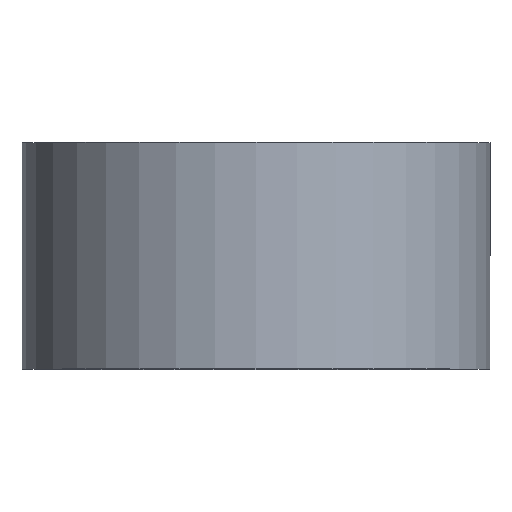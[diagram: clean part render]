
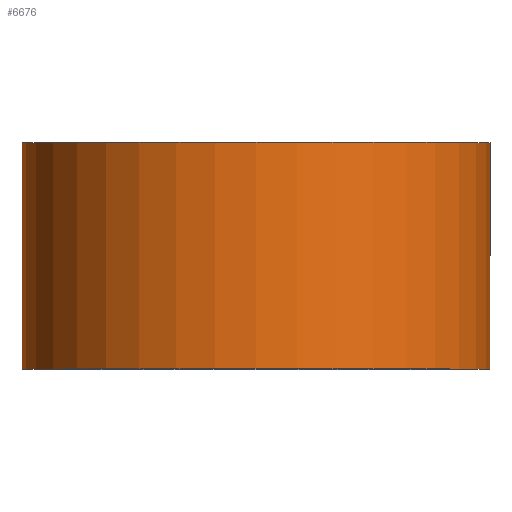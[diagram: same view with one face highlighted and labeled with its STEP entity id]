
A CAD part, top view. The second image highlights one B-rep face of the part: STEP entity #6676.
In plain terms, the highlighted cylindrical face has radius 31 mm (diameter 62 mm), a partial arc.
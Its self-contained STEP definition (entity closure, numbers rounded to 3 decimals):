
#42 = DIRECTION ( 'NONE',  ( 0., 1., 0. ) ) ;
#525 = EDGE_LOOP ( 'NONE', ( #5479, #12259, #15066, #8209 ) ) ;
#674 = CARTESIAN_POINT ( 'NONE',  ( -31., 30., 0. ) ) ;
#781 = VERTEX_POINT ( 'NONE', #1413 ) ;
#974 = VERTEX_POINT ( 'NONE', #15184 ) ;
#1413 = CARTESIAN_POINT ( 'NONE',  ( -31., 0., 0. ) ) ;
#1489 = CARTESIAN_POINT ( 'NONE',  ( 0., 0., 0. ) ) ;
#1800 = CARTESIAN_POINT ( 'NONE',  ( 31., 0., 0. ) ) ;
#2390 = LINE ( 'NONE', #4614, #4780 ) ;
#3027 = CIRCLE ( 'NONE', #8698, 31. ) ;
#4614 = CARTESIAN_POINT ( 'NONE',  ( 31., 30., 0. ) ) ;
#4780 = VECTOR ( 'NONE', #7056, 1000. ) ;
#4789 = DIRECTION ( 'NONE',  ( -1., 0., 0. ) ) ;
#4843 = CYLINDRICAL_SURFACE ( 'NONE', #9192, 31. ) ;
#4964 = DIRECTION ( 'NONE',  ( -1., 0., 0. ) ) ;
#5037 = EDGE_CURVE ( 'NONE', #9983, #974, #11760, .T. ) ;
#5205 = EDGE_CURVE ( 'NONE', #781, #15238, #3027, .T. ) ;
#5479 = ORIENTED_EDGE ( 'NONE', *, *, #5205, .T. ) ;
#6676 = ADVANCED_FACE ( 'NONE', ( #11737 ), #4843, .T. ) ;
#7056 = DIRECTION ( 'NONE',  ( 0., 1., 0. ) ) ;
#7240 = DIRECTION ( 'NONE',  ( 0., 1., 0. ) ) ;
#7933 = LINE ( 'NONE', #15378, #8521 ) ;
#8145 = CARTESIAN_POINT ( 'NONE',  ( 0., 30., 0. ) ) ;
#8209 = ORIENTED_EDGE ( 'NONE', *, *, #12423, .F. ) ;
#8521 = VECTOR ( 'NONE', #42, 1000. ) ;
#8698 = AXIS2_PLACEMENT_3D ( 'NONE', #1489, #14548, #4964 ) ;
#9192 = AXIS2_PLACEMENT_3D ( 'NONE', #8145, #12889, #12746 ) ;
#9983 = VERTEX_POINT ( 'NONE', #674 ) ;
#10813 = CARTESIAN_POINT ( 'NONE',  ( 0., 30., 0. ) ) ;
#11737 = FACE_OUTER_BOUND ( 'NONE', #525, .T. ) ;
#11760 = CIRCLE ( 'NONE', #14872, 31. ) ;
#12259 = ORIENTED_EDGE ( 'NONE', *, *, #12461, .T. ) ;
#12423 = EDGE_CURVE ( 'NONE', #781, #9983, #7933, .T. ) ;
#12461 = EDGE_CURVE ( 'NONE', #15238, #974, #2390, .T. ) ;
#12746 = DIRECTION ( 'NONE',  ( -1., 0., 0. ) ) ;
#12889 = DIRECTION ( 'NONE',  ( 0., 1., 0. ) ) ;
#14548 = DIRECTION ( 'NONE',  ( 0., 1., 0. ) ) ;
#14872 = AXIS2_PLACEMENT_3D ( 'NONE', #10813, #7240, #4789 ) ;
#15066 = ORIENTED_EDGE ( 'NONE', *, *, #5037, .F. ) ;
#15184 = CARTESIAN_POINT ( 'NONE',  ( 31., 30., 0. ) ) ;
#15238 = VERTEX_POINT ( 'NONE', #1800 ) ;
#15378 = CARTESIAN_POINT ( 'NONE',  ( -31., 30., 0. ) ) ;
